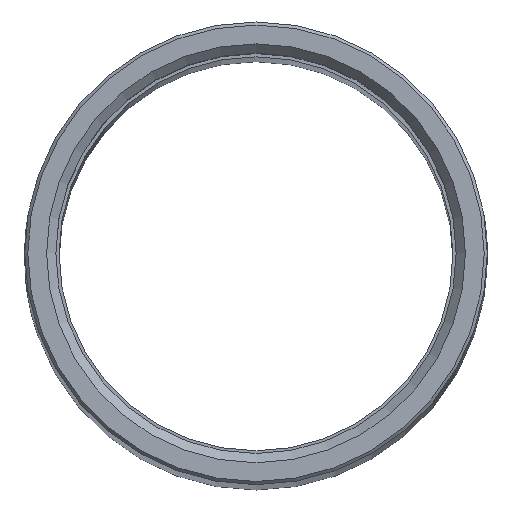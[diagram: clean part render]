
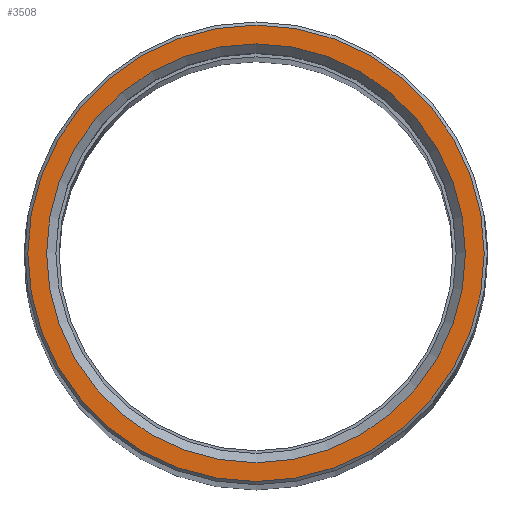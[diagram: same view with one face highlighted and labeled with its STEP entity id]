
A CAD part, top view. The second image highlights one B-rep face of the part: STEP entity #3508.
In plain terms, the highlighted planar face has unit normal (0, 0, 1).
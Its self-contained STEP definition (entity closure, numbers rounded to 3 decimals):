
#103=PLANE('',#3682);
#662=FACE_BOUND('',#1046,.T.);
#840=FACE_OUTER_BOUND('',#1045,.T.);
#1045=EDGE_LOOP('',(#3069));
#1046=EDGE_LOOP('',(#3070));
#1092=CIRCLE('',#3679,13.559);
#1095=CIRCLE('',#3683,14.775);
#1622=VERTEX_POINT('',#8777);
#1625=VERTEX_POINT('',#8785);
#2108=EDGE_CURVE('',#1622,#1622,#1092,.T.);
#2112=EDGE_CURVE('',#1625,#1625,#1095,.T.);
#3069=ORIENTED_EDGE('',*,*,#2112,.F.);
#3070=ORIENTED_EDGE('',*,*,#2108,.F.);
#3508=ADVANCED_FACE('',(#840,#662),#103,.F.);
#3679=AXIS2_PLACEMENT_3D('',#8778,#4194,#4195);
#3682=AXIS2_PLACEMENT_3D('',#8784,#4201,#4202);
#3683=AXIS2_PLACEMENT_3D('',#8786,#4203,#4204);
#4194=DIRECTION('center_axis',(0.,0.,1.));
#4195=DIRECTION('ref_axis',(-1.,0.,0.));
#4201=DIRECTION('center_axis',(0.,0.,-1.));
#4202=DIRECTION('ref_axis',(-1.,0.,0.));
#4203=DIRECTION('center_axis',(0.,0.,-1.));
#4204=DIRECTION('ref_axis',(-1.,0.,0.));
#8777=CARTESIAN_POINT('',(13.559,0.,200.));
#8778=CARTESIAN_POINT('Origin',(0.,0.,200.));
#8784=CARTESIAN_POINT('Origin',(0.,0.,200.));
#8785=CARTESIAN_POINT('',(14.775,0.,200.));
#8786=CARTESIAN_POINT('Origin',(0.,0.,200.));
